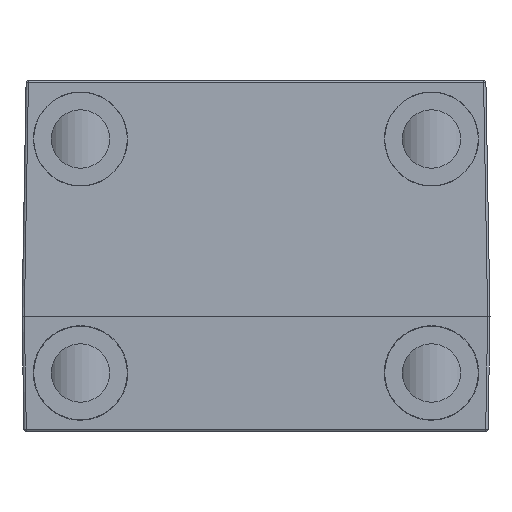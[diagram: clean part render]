
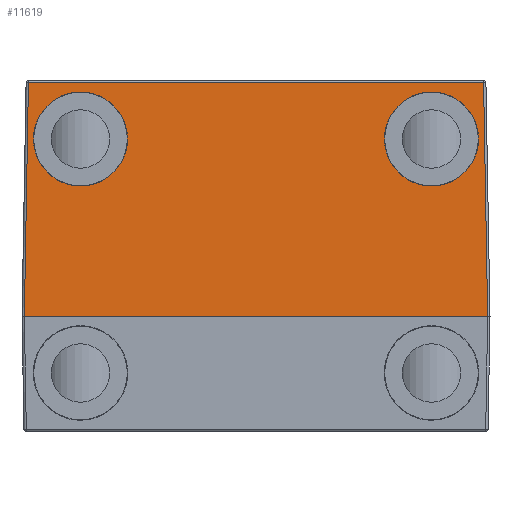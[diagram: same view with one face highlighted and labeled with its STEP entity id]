
A CAD part, front view. The second image highlights one B-rep face of the part: STEP entity #11619.
In plain terms, the highlighted face is planar.
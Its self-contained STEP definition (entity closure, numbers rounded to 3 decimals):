
#159=CARTESIAN_POINT('',(-18.,20.2,19.8));
#168=DIRECTION('',(0.,0.,1.));
#169=VECTOR('',#168,39.6);
#170=CARTESIAN_POINT('',(-18.,20.2,-19.8));
#171=LINE('',#170,#169);
#179=CARTESIAN_POINT('',(-18.,20.2,-19.8));
#2601=DIRECTION('',(0.017,-1.,0.017));
#2602=VECTOR('',#2601,20.01);
#2603=CARTESIAN_POINT('',(-18.,20.2,-19.8));
#2604=LINE('',#2603,#2602);
#2608=DIRECTION('',(0.017,-1.,-0.017));
#2609=VECTOR('',#2608,20.01);
#2610=CARTESIAN_POINT('',(-18.,20.2,19.8));
#2611=LINE('',#2610,#2609);
#2615=DIRECTION('',(0.,0.,-1.));
#2616=VECTOR('',#2615,38.902);
#2617=CARTESIAN_POINT('',(-17.651,0.197,
19.451));
#2618=LINE('',#2617,#2616);
#2622=CARTESIAN_POINT('',(-17.735,5.,10.981));
#2623=CARTESIAN_POINT('',(-17.743,5.474,10.981));
#2624=CARTESIAN_POINT('',(-17.761,6.497,11.152));
#2625=CARTESIAN_POINT('',(-17.786,7.928,12.073));
#2626=CARTESIAN_POINT('',(-17.799,8.695,13.262));
#2627=CARTESIAN_POINT('',(-17.804,8.979,14.274));
#2628=CARTESIAN_POINT('',(-17.805,9.042,15.));
#2629=CARTESIAN_POINT('',(-17.804,8.979,15.726));
#2630=CARTESIAN_POINT('',(-17.799,8.695,16.738));
#2631=CARTESIAN_POINT('',(-17.786,7.928,17.927));
#2632=CARTESIAN_POINT('',(-17.761,6.497,18.848));
#2633=CARTESIAN_POINT('',(-17.743,5.474,19.019));
#2634=CARTESIAN_POINT('',(-17.735,5.,19.019));
#2653=CARTESIAN_POINT('',(-17.735,5.,19.019));
#2654=CARTESIAN_POINT('',(-17.726,4.527,19.018));
#2655=CARTESIAN_POINT('',(-17.709,3.504,18.846));
#2656=CARTESIAN_POINT('',(-17.684,2.075,17.925));
#2657=CARTESIAN_POINT('',(-17.67,1.309,16.737));
#2658=CARTESIAN_POINT('',(-17.665,1.026,15.726));
#2659=CARTESIAN_POINT('',(-17.664,0.963,15.));
#2660=CARTESIAN_POINT('',(-17.665,1.026,14.274));
#2661=CARTESIAN_POINT('',(-17.67,1.309,13.263));
#2662=CARTESIAN_POINT('',(-17.684,2.075,12.075));
#2663=CARTESIAN_POINT('',(-17.709,3.504,11.154));
#2664=CARTESIAN_POINT('',(-17.726,4.527,10.982));
#2665=CARTESIAN_POINT('',(-17.735,5.,10.981));
#3052=CARTESIAN_POINT('',(-17.735,5.,-10.981));
#3053=CARTESIAN_POINT('',(-17.726,4.527,
-10.982));
#3054=CARTESIAN_POINT('',(-17.709,3.504,
-11.154));
#3055=CARTESIAN_POINT('',(-17.684,2.075,
-12.075));
#3056=CARTESIAN_POINT('',(-17.67,1.309,
-13.263));
#3057=CARTESIAN_POINT('',(-17.665,1.026,
-14.274));
#3058=CARTESIAN_POINT('',(-17.664,0.963,-15.));
#3059=CARTESIAN_POINT('',(-17.665,1.026,
-15.726));
#3060=CARTESIAN_POINT('',(-17.67,1.309,
-16.737));
#3061=CARTESIAN_POINT('',(-17.684,2.075,
-17.925));
#3062=CARTESIAN_POINT('',(-17.709,3.504,
-18.846));
#3063=CARTESIAN_POINT('',(-17.726,4.527,
-19.018));
#3064=CARTESIAN_POINT('',(-17.735,5.,-19.019));
#3069=CARTESIAN_POINT('',(-17.735,5.,-19.019));
#3070=CARTESIAN_POINT('',(-17.743,5.474,
-19.019));
#3071=CARTESIAN_POINT('',(-17.761,6.497,
-18.848));
#3072=CARTESIAN_POINT('',(-17.786,7.928,
-17.927));
#3073=CARTESIAN_POINT('',(-17.799,8.695,
-16.738));
#3074=CARTESIAN_POINT('',(-17.804,8.979,
-15.726));
#3075=CARTESIAN_POINT('',(-17.805,9.042,-15.));
#3076=CARTESIAN_POINT('',(-17.804,8.979,
-14.274));
#3077=CARTESIAN_POINT('',(-17.799,8.695,
-13.262));
#3078=CARTESIAN_POINT('',(-17.786,7.928,
-12.073));
#3079=CARTESIAN_POINT('',(-17.761,6.497,
-11.152));
#3080=CARTESIAN_POINT('',(-17.743,5.474,
-10.981));
#3081=CARTESIAN_POINT('',(-17.735,5.,-10.981));
#9180=VERTEX_POINT('',#179);
#9181=CARTESIAN_POINT('',(-17.651,0.197,
-19.451));
#9182=VERTEX_POINT('',#9181);
#9185=CARTESIAN_POINT('',(-17.651,0.197,
19.451));
#9186=VERTEX_POINT('',#9185);
#9191=VERTEX_POINT('',#159);
#9960=CARTESIAN_POINT('',(-17.735,5.,-19.019));
#9962=VERTEX_POINT('',#9960);
#9964=CARTESIAN_POINT('',(-17.735,5.,-10.981));
#9966=VERTEX_POINT('',#9964);
#9968=CARTESIAN_POINT('',(-17.735,5.,10.981));
#9970=VERTEX_POINT('',#9968);
#9972=CARTESIAN_POINT('',(-17.735,5.,19.019));
#9974=VERTEX_POINT('',#9972);
#11594=CARTESIAN_POINT('',(-18.,20.2,-21.69));
#11595=DIRECTION('',(-1.,-0.017,0.));
#11596=DIRECTION('',(0.,0.,1.));
#11597=AXIS2_PLACEMENT_3D('',#11594,#11595,#11596);
#11598=PLANE('',#11597);
#11600=ORIENTED_EDGE('',*,*,#11599,.F.);
#11601=ORIENTED_EDGE('',*,*,#10003,.T.);
#11603=ORIENTED_EDGE('',*,*,#11602,.T.);
#11604=ORIENTED_EDGE('',*,*,#11584,.T.);
#11605=EDGE_LOOP('',(#11600,#11601,#11603,#11604));
#11606=FACE_OUTER_BOUND('',#11605,.F.);
#11608=ORIENTED_EDGE('',*,*,#11607,.F.);
#11610=ORIENTED_EDGE('',*,*,#11609,.F.);
#11611=EDGE_LOOP('',(#11608,#11610));
#11612=FACE_BOUND('',#11611,.F.);
#11614=ORIENTED_EDGE('',*,*,#11613,.F.);
#11616=ORIENTED_EDGE('',*,*,#11615,.F.);
#11617=EDGE_LOOP('',(#11614,#11616));
#11618=FACE_BOUND('',#11617,.F.);
#11619=ADVANCED_FACE('',(#11606,#11612,#11618),#11598,.T.);
#2635=B_SPLINE_CURVE_WITH_KNOTS('',3,(#2622,#2623,#2624,#2625,#2626,#2627,#2628,
#2629,#2630,#2631,#2632,#2633,#2634),.UNSPECIFIED.,.F.,.F.,(4,1,1,1,1,1,1,1,1,1,
4),(0.,0.125,0.25,0.375,0.438,0.5,0.563,0.625,0.75,0.875,
1.),.UNSPECIFIED.);
#2666=B_SPLINE_CURVE_WITH_KNOTS('',3,(#2653,#2654,#2655,#2656,#2657,#2658,#2659,
#2660,#2661,#2662,#2663,#2664,#2665),.UNSPECIFIED.,.F.,.F.,(4,1,1,1,1,1,1,1,1,1,
4),(0.,0.125,0.25,0.375,0.438,0.5,0.563,0.625,0.75,0.875,
1.),.UNSPECIFIED.);
#3065=B_SPLINE_CURVE_WITH_KNOTS('',3,(#3052,#3053,#3054,#3055,#3056,#3057,#3058,
#3059,#3060,#3061,#3062,#3063,#3064),.UNSPECIFIED.,.F.,.F.,(4,1,1,1,1,1,1,1,1,1,
4),(0.,0.125,0.25,0.375,0.438,0.5,0.563,0.625,0.75,0.875,
1.),.UNSPECIFIED.);
#3082=B_SPLINE_CURVE_WITH_KNOTS('',3,(#3069,#3070,#3071,#3072,#3073,#3074,#3075,
#3076,#3077,#3078,#3079,#3080,#3081),.UNSPECIFIED.,.F.,.F.,(4,1,1,1,1,1,1,1,1,1,
4),(0.,0.125,0.25,0.375,0.438,0.5,0.563,0.625,0.75,0.875,
1.),.UNSPECIFIED.);
#10003=EDGE_CURVE('',#9180,#9191,#171,.T.);
#11584=EDGE_CURVE('',#9186,#9182,#2618,.T.);
#11599=EDGE_CURVE('',#9180,#9182,#2604,.T.);
#11602=EDGE_CURVE('',#9191,#9186,#2611,.T.);
#11607=EDGE_CURVE('',#9970,#9974,#2635,.T.);
#11609=EDGE_CURVE('',#9974,#9970,#2666,.T.);
#11613=EDGE_CURVE('',#9962,#9966,#3082,.T.);
#11615=EDGE_CURVE('',#9966,#9962,#3065,.T.);
